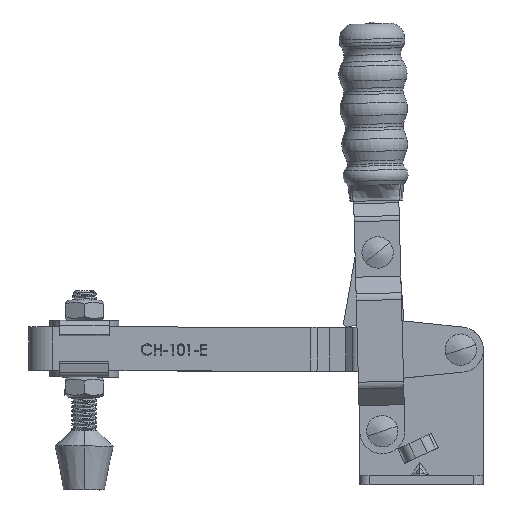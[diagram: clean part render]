
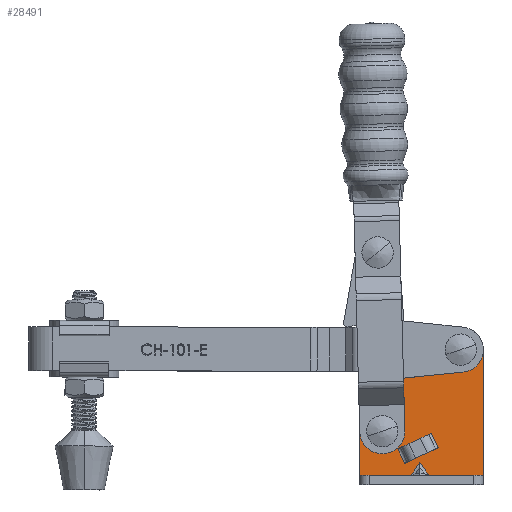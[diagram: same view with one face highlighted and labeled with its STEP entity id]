
A CAD part, top view. The second image highlights one B-rep face of the part: STEP entity #28491.
In plain terms, the highlighted planar face has unit normal (0, 0, 1).
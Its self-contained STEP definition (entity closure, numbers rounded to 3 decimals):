
#672 = FACE_BOUND ( 'NONE', #33142, .T. ) ;
#690 = ORIENTED_EDGE ( 'NONE', *, *, #27816, .T. ) ;
#720 = EDGE_CURVE ( 'NONE', #16465, #25017, #15654, .T. ) ;
#746 = CARTESIAN_POINT ( 'NONE',  ( -39.4, 0., 3. ) ) ;
#847 = DIRECTION ( 'NONE',  ( -0.693, -0.721, 0. ) ) ;
#1336 = CARTESIAN_POINT ( 'NONE',  ( -25.088, 6.781, 3. ) ) ;
#1361 = ORIENTED_EDGE ( 'NONE', *, *, #33057, .F. ) ;
#1551 = VECTOR ( 'NONE', #11195, 1000. ) ;
#1747 = VECTOR ( 'NONE', #12122, 1000. ) ;
#2055 = ORIENTED_EDGE ( 'NONE', *, *, #720, .T. ) ;
#2411 = VERTEX_POINT ( 'NONE', #7670 ) ;
#2458 = EDGE_LOOP ( 'NONE', ( #32766, #1361 ) ) ;
#2567 = EDGE_CURVE ( 'NONE', #22257, #20628, #8993, .T. ) ;
#2828 = LINE ( 'NONE', #13809, #12275 ) ;
#2980 = CARTESIAN_POINT ( 'NONE',  ( -18.229, 4.212, 3. ) ) ;
#3415 = AXIS2_PLACEMENT_3D ( 'NONE', #28884, #13056, #31554 ) ;
#3632 = CARTESIAN_POINT ( 'NONE',  ( 0., 0., 3. ) ) ;
#3859 = DIRECTION ( 'NONE',  ( 0., 1., 0. ) ) ;
#3910 = VECTOR ( 'NONE', #9791, 1000. ) ;
#3954 = CARTESIAN_POINT ( 'NONE',  ( -17.372, 3., 3. ) ) ;
#4435 = EDGE_CURVE ( 'NONE', #18064, #22257, #21731, .T. ) ;
#4478 = VECTOR ( 'NONE', #26598, 1000. ) ;
#4788 = DIRECTION ( 'NONE',  ( 0., 0., 1. ) ) ;
#4893 = CARTESIAN_POINT ( 'NONE',  ( -39.4, 17., 3. ) ) ;
#5009 = VECTOR ( 'NONE', #25534, 1000. ) ;
#5303 = LINE ( 'NONE', #2980, #4478 ) ;
#5476 = CARTESIAN_POINT ( 'NONE',  ( -7.2, 43., 3. ) ) ;
#6088 = EDGE_CURVE ( 'NONE', #18723, #29051, #5303, .T. ) ;
#6362 = CARTESIAN_POINT ( 'NONE',  ( -39.4, 3., 3. ) ) ;
#6440 = VERTEX_POINT ( 'NONE', #25897 ) ;
#6637 = ORIENTED_EDGE ( 'NONE', *, *, #13386, .T. ) ;
#7060 = CARTESIAN_POINT ( 'NONE',  ( -27.229, 11.374, 3. ) ) ;
#7219 = CARTESIAN_POINT ( 'NONE',  ( -14.39, 11.77, 3. ) ) ;
#7385 = CIRCLE ( 'NONE', #11930, 3.2 ) ;
#7480 = CARTESIAN_POINT ( 'NONE',  ( -4., 43., 3. ) ) ;
#7670 = CARTESIAN_POINT ( 'NONE',  ( -29., 17., 3. ) ) ;
#8000 = DIRECTION ( 'NONE',  ( 0., 0., 1. ) ) ;
#8129 = DIRECTION ( 'NONE',  ( 1., 0., 0. ) ) ;
#8179 = VECTOR ( 'NONE', #847, 1000. ) ;
#8517 = FACE_OUTER_BOUND ( 'NONE', #23276, .T. ) ;
#8695 = CARTESIAN_POINT ( 'NONE',  ( 0., 3., 3. ) ) ;
#8993 = LINE ( 'NONE', #32453, #8179 ) ;
#9791 = DIRECTION ( 'NONE',  ( -1., 0., 0. ) ) ;
#10553 = CARTESIAN_POINT ( 'NONE',  ( -32.2, 17., 3. ) ) ;
#11195 = DIRECTION ( 'NONE',  ( 0.577, 0.816, 0. ) ) ;
#11649 = CARTESIAN_POINT ( 'NONE',  ( -7.2, 43., 3. ) ) ;
#11684 = VECTOR ( 'NONE', #20195, 1000. ) ;
#11930 = AXIS2_PLACEMENT_3D ( 'NONE', #10553, #29012, #13194 ) ;
#11999 = LINE ( 'NONE', #7060, #5009 ) ;
#12122 = DIRECTION ( 'NONE',  ( -1., 0., 0. ) ) ;
#12275 = VECTOR ( 'NONE', #29637, 1000. ) ;
#12918 = ORIENTED_EDGE ( 'NONE', *, *, #2567, .T. ) ;
#13056 = DIRECTION ( 'NONE',  ( 0., 0., 1. ) ) ;
#13194 = DIRECTION ( 'NONE',  ( 1., 0., 0. ) ) ;
#13386 = EDGE_CURVE ( 'NONE', #20628, #19113, #27823, .T. ) ;
#13751 = ORIENTED_EDGE ( 'NONE', *, *, #13798, .F. ) ;
#13798 = EDGE_CURVE ( 'NONE', #33435, #25017, #19524, .T. ) ;
#13809 = CARTESIAN_POINT ( 'NONE',  ( -26.438, 11.742, 3. ) ) ;
#13998 = VECTOR ( 'NONE', #30892, 1000. ) ;
#14307 = DIRECTION ( 'NONE',  ( 1., 0., 0. ) ) ;
#14683 = FACE_BOUND ( 'NONE', #2458, .T. ) ;
#14842 = DIRECTION ( 'NONE',  ( 1., 0., 0. ) ) ;
#15169 = EDGE_CURVE ( 'NONE', #23016, #29051, #15739, .T. ) ;
#15654 = LINE ( 'NONE', #7219, #13998 ) ;
#15739 = LINE ( 'NONE', #30607, #1747 ) ;
#15966 = AXIS2_PLACEMENT_3D ( 'NONE', #28025, #30680, #14842 ) ;
#16465 = VERTEX_POINT ( 'NONE', #26547 ) ;
#16834 = EDGE_CURVE ( 'NONE', #25667, #27793, #32760, .T. ) ;
#17537 = CARTESIAN_POINT ( 'NONE',  ( -15.181, 11.401, 3. ) ) ;
#18064 = VERTEX_POINT ( 'NONE', #23101 ) ;
#18213 = CARTESIAN_POINT ( 'NONE',  ( -12.39, 47.99, 3. ) ) ;
#18361 = VERTEX_POINT ( 'NONE', #24669 ) ;
#18723 = VERTEX_POINT ( 'NONE', #29366 ) ;
#18782 = ORIENTED_EDGE ( 'NONE', *, *, #16834, .F. ) ;
#19113 = VERTEX_POINT ( 'NONE', #4893 ) ;
#19249 = ORIENTED_EDGE ( 'NONE', *, *, #4435, .T. ) ;
#19345 = EDGE_CURVE ( 'NONE', #33435, #6440, #11999, .T. ) ;
#19433 = AXIS2_PLACEMENT_3D ( 'NONE', #11649, #30128, #14307 ) ;
#19524 = LINE ( 'NONE', #17537, #11684 ) ;
#20195 = DIRECTION ( 'NONE',  ( 0.906, 0.423, 0. ) ) ;
#20343 = VERTEX_POINT ( 'NONE', #30314 ) ;
#20575 = CIRCLE ( 'NONE', #19433, 3.2 ) ;
#20589 = CARTESIAN_POINT ( 'NONE',  ( -32.2, 17., 3. ) ) ;
#20628 = VERTEX_POINT ( 'NONE', #21301 ) ;
#20944 = LINE ( 'NONE', #3632, #34144 ) ;
#21042 = ORIENTED_EDGE ( 'NONE', *, *, #27503, .F. ) ;
#21301 = CARTESIAN_POINT ( 'NONE',  ( -37.39, 21.99, 3. ) ) ;
#21459 = ORIENTED_EDGE ( 'NONE', *, *, #15169, .F. ) ;
#21731 = CIRCLE ( 'NONE', #23748, 7.2 ) ;
#22226 = VERTEX_POINT ( 'NONE', #7480 ) ;
#22257 = VERTEX_POINT ( 'NONE', #18213 ) ;
#22825 = EDGE_CURVE ( 'NONE', #20343, #2411, #7385, .T. ) ;
#23003 = EDGE_CURVE ( 'NONE', #19113, #27793, #31346, .T. ) ;
#23016 = VERTEX_POINT ( 'NONE', #8695 ) ;
#23101 = CARTESIAN_POINT ( 'NONE',  ( 0., 43., 3. ) ) ;
#23245 = ORIENTED_EDGE ( 'NONE', *, *, #23003, .T. ) ;
#23255 = DIRECTION ( 'NONE',  ( 1., 0., 0. ) ) ;
#23276 = EDGE_LOOP ( 'NONE', ( #18782, #32290, #33594, #21459, #690, #19249, #12918, #6637, #23245 ) ) ;
#23287 = ORIENTED_EDGE ( 'NONE', *, *, #19345, .T. ) ;
#23634 = EDGE_CURVE ( 'NONE', #18361, #22226, #20575, .T. ) ;
#23748 = AXIS2_PLACEMENT_3D ( 'NONE', #23825, #8000, #26441 ) ;
#23825 = CARTESIAN_POINT ( 'NONE',  ( -7.2, 43., 3. ) ) ;
#23937 = DIRECTION ( 'NONE',  ( 0., 0., 1. ) ) ;
#24029 = AXIS2_PLACEMENT_3D ( 'NONE', #5476, #23937, #8129 ) ;
#24129 = EDGE_CURVE ( 'NONE', #16465, #6440, #2828, .T. ) ;
#24669 = CARTESIAN_POINT ( 'NONE',  ( -10.4, 43., 3. ) ) ;
#25017 = VERTEX_POINT ( 'NONE', #31895 ) ;
#25152 = VECTOR ( 'NONE', #29703, 1000. ) ;
#25378 = PLANE ( 'NONE',  #15966 ) ;
#25534 = DIRECTION ( 'NONE',  ( -0.423, 0.906, 0. ) ) ;
#25667 = VERTEX_POINT ( 'NONE', #29196 ) ;
#25897 = CARTESIAN_POINT ( 'NONE',  ( -27.229, 11.374, 3. ) ) ;
#26441 = DIRECTION ( 'NONE',  ( 1., 0., 0. ) ) ;
#26547 = CARTESIAN_POINT ( 'NONE',  ( -16.531, 16.362, 3. ) ) ;
#26598 = DIRECTION ( 'NONE',  ( 0.577, -0.816, 0. ) ) ;
#26684 = ORIENTED_EDGE ( 'NONE', *, *, #24129, .F. ) ;
#27503 = EDGE_CURVE ( 'NONE', #2411, #20343, #28382, .T. ) ;
#27715 = EDGE_CURVE ( 'NONE', #25667, #18723, #29605, .T. ) ;
#27793 = VERTEX_POINT ( 'NONE', #6362 ) ;
#27816 = EDGE_CURVE ( 'NONE', #23016, #18064, #20944, .T. ) ;
#27823 = CIRCLE ( 'NONE', #29668, 7.2 ) ;
#27919 = FACE_BOUND ( 'NONE', #33430, .T. ) ;
#28025 = CARTESIAN_POINT ( 'NONE',  ( -7.2, 43., 3. ) ) ;
#28382 = CIRCLE ( 'NONE', #3415, 3.2 ) ;
#28491 = ADVANCED_FACE ( 'NONE', ( #672, #14683, #8517, #27919 ), #25378, .T. ) ;
#28884 = CARTESIAN_POINT ( 'NONE',  ( -32.2, 17., 3. ) ) ;
#29007 = CIRCLE ( 'NONE', #24029, 3.2 ) ;
#29012 = DIRECTION ( 'NONE',  ( 0., 0., 1. ) ) ;
#29051 = VERTEX_POINT ( 'NONE', #3954 ) ;
#29196 = CARTESIAN_POINT ( 'NONE',  ( -23.028, 3., 3. ) ) ;
#29366 = CARTESIAN_POINT ( 'NONE',  ( -20.2, 7., 3. ) ) ;
#29605 = LINE ( 'NONE', #29681, #1551 ) ;
#29637 = DIRECTION ( 'NONE',  ( -0.906, -0.423, 0. ) ) ;
#29668 = AXIS2_PLACEMENT_3D ( 'NONE', #20589, #4788, #23255 ) ;
#29681 = CARTESIAN_POINT ( 'NONE',  ( -20.671, 6.333, 3. ) ) ;
#29703 = DIRECTION ( 'NONE',  ( 0., -1., 0. ) ) ;
#30128 = DIRECTION ( 'NONE',  ( 0., 0., 1. ) ) ;
#30314 = CARTESIAN_POINT ( 'NONE',  ( -35.4, 17., 3. ) ) ;
#30607 = CARTESIAN_POINT ( 'NONE',  ( 0., 3., 3. ) ) ;
#30680 = DIRECTION ( 'NONE',  ( 0., 0., 1. ) ) ;
#30892 = DIRECTION ( 'NONE',  ( 0.423, -0.906, 0. ) ) ;
#30925 = CARTESIAN_POINT ( 'NONE',  ( 0., 3., 3. ) ) ;
#31346 = LINE ( 'NONE', #746, #25152 ) ;
#31554 = DIRECTION ( 'NONE',  ( 1., 0., 0. ) ) ;
#31684 = ORIENTED_EDGE ( 'NONE', *, *, #22825, .F. ) ;
#31895 = CARTESIAN_POINT ( 'NONE',  ( -14.39, 11.77, 3. ) ) ;
#32290 = ORIENTED_EDGE ( 'NONE', *, *, #27715, .T. ) ;
#32453 = CARTESIAN_POINT ( 'NONE',  ( -37.39, 21.99, 3. ) ) ;
#32760 = LINE ( 'NONE', #30925, #3910 ) ;
#32766 = ORIENTED_EDGE ( 'NONE', *, *, #23634, .F. ) ;
#33057 = EDGE_CURVE ( 'NONE', #22226, #18361, #29007, .T. ) ;
#33142 = EDGE_LOOP ( 'NONE', ( #31684, #21042 ) ) ;
#33430 = EDGE_LOOP ( 'NONE', ( #26684, #2055, #13751, #23287 ) ) ;
#33435 = VERTEX_POINT ( 'NONE', #1336 ) ;
#33594 = ORIENTED_EDGE ( 'NONE', *, *, #6088, .T. ) ;
#34144 = VECTOR ( 'NONE', #3859, 1000. ) ;
